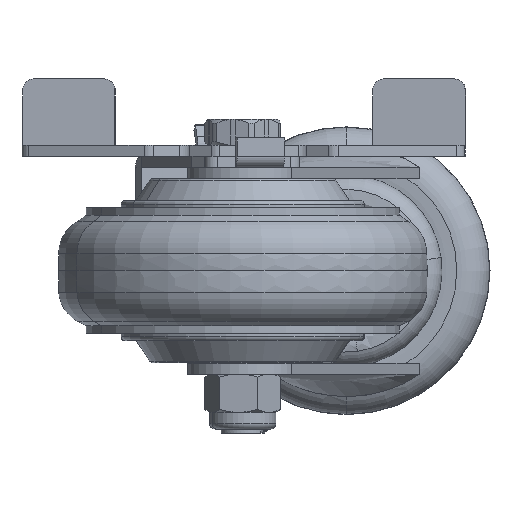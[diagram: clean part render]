
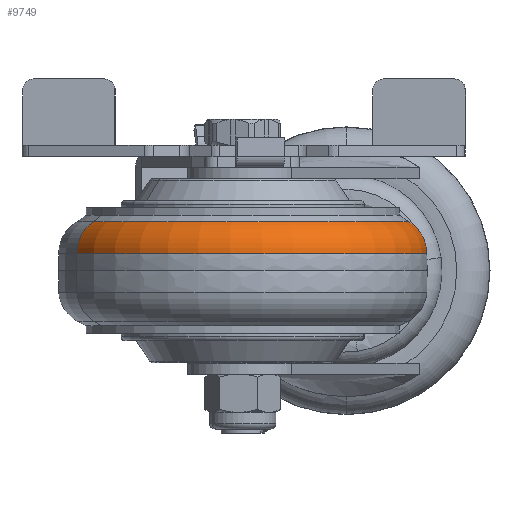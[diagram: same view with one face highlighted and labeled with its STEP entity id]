
A CAD part, front view. The second image highlights one B-rep face of the part: STEP entity #9749.
In plain terms, the highlighted toroidal (fillet/blend) face has major radius 40.001 mm and minor radius 10 mm.
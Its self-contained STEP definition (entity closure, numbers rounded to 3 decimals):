
#215 = ORIENTED_EDGE ( 'NONE', *, *, #8003, .T. ) ;
#386 = CARTESIAN_POINT ( 'NONE',  ( 13.204, 0., -45.041 ) ) ;
#1587 = AXIS2_PLACEMENT_3D ( 'NONE', #17536, #8313, #19053 ) ;
#2019 = EDGE_LOOP ( 'NONE', ( #215, #15129, #13055, #18163 ) ) ;
#3163 = VERTEX_POINT ( 'NONE', #386 ) ;
#3557 = CARTESIAN_POINT ( 'NONE',  ( 13.204, 0., 45.041 ) ) ;
#4675 = AXIS2_PLACEMENT_3D ( 'NONE', #17369, #17248, #8162 ) ;
#4783 = VERTEX_POINT ( 'NONE', #16247 ) ;
#4854 = CIRCLE ( 'NONE', #15891, 10. ) ;
#5776 = DIRECTION ( 'NONE',  ( -1., 0., 0. ) ) ;
#7834 = CARTESIAN_POINT ( 'NONE',  ( 4.454, 0., 0. ) ) ;
#8003 = EDGE_CURVE ( 'NONE', #13912, #3163, #18620, .T. ) ;
#8162 = DIRECTION ( 'NONE',  ( 0., 0., 1. ) ) ;
#8212 = CARTESIAN_POINT ( 'NONE',  ( 4.567, 0., -40.001 ) ) ;
#8313 = DIRECTION ( 'NONE',  ( 0., -1., 0. ) ) ;
#9391 = DIRECTION ( 'NONE',  ( 0., 0., 1. ) ) ;
#9559 = CIRCLE ( 'NONE', #1587, 10. ) ;
#9749 = ADVANCED_FACE ( 'NONE', ( #10648 ), #14245, .T. ) ;
#9759 = DIRECTION ( 'NONE',  ( 0., 0., 1. ) ) ;
#10078 = CARTESIAN_POINT ( 'NONE',  ( 4.454, 0., 50. ) ) ;
#10283 = CIRCLE ( 'NONE', #13538, 50. ) ;
#10648 = FACE_OUTER_BOUND ( 'NONE', #2019, .T. ) ;
#10984 = EDGE_CURVE ( 'NONE', #3163, #4783, #4854, .T. ) ;
#13055 = ORIENTED_EDGE ( 'NONE', *, *, #14282, .F. ) ;
#13538 = AXIS2_PLACEMENT_3D ( 'NONE', #7834, #18575, #9391 ) ;
#13912 = VERTEX_POINT ( 'NONE', #3557 ) ;
#13948 = EDGE_CURVE ( 'NONE', #13912, #17705, #9559, .T. ) ;
#13987 = AXIS2_PLACEMENT_3D ( 'NONE', #14975, #5776, #16547 ) ;
#14245 = TOROIDAL_SURFACE ( 'NONE', #4675, 40.001, 10. ) ;
#14282 = EDGE_CURVE ( 'NONE', #17705, #4783, #10283, .T. ) ;
#14975 = CARTESIAN_POINT ( 'NONE',  ( 13.204, 0., 0. ) ) ;
#15129 = ORIENTED_EDGE ( 'NONE', *, *, #10984, .T. ) ;
#15891 = AXIS2_PLACEMENT_3D ( 'NONE', #8212, #18957, #9759 ) ;
#16247 = CARTESIAN_POINT ( 'NONE',  ( 4.454, 0., -50. ) ) ;
#16547 = DIRECTION ( 'NONE',  ( 0., 0., 1. ) ) ;
#17248 = DIRECTION ( 'NONE',  ( -1., 0., 0. ) ) ;
#17369 = CARTESIAN_POINT ( 'NONE',  ( 4.567, 0., 0. ) ) ;
#17536 = CARTESIAN_POINT ( 'NONE',  ( 4.567, 0., 40.001 ) ) ;
#17705 = VERTEX_POINT ( 'NONE', #10078 ) ;
#18163 = ORIENTED_EDGE ( 'NONE', *, *, #13948, .F. ) ;
#18575 = DIRECTION ( 'NONE',  ( -1., 0., 0. ) ) ;
#18620 = CIRCLE ( 'NONE', #13987, 45.041 ) ;
#18957 = DIRECTION ( 'NONE',  ( 0., 1., 0. ) ) ;
#19053 = DIRECTION ( 'NONE',  ( 0., 0., -1. ) ) ;
